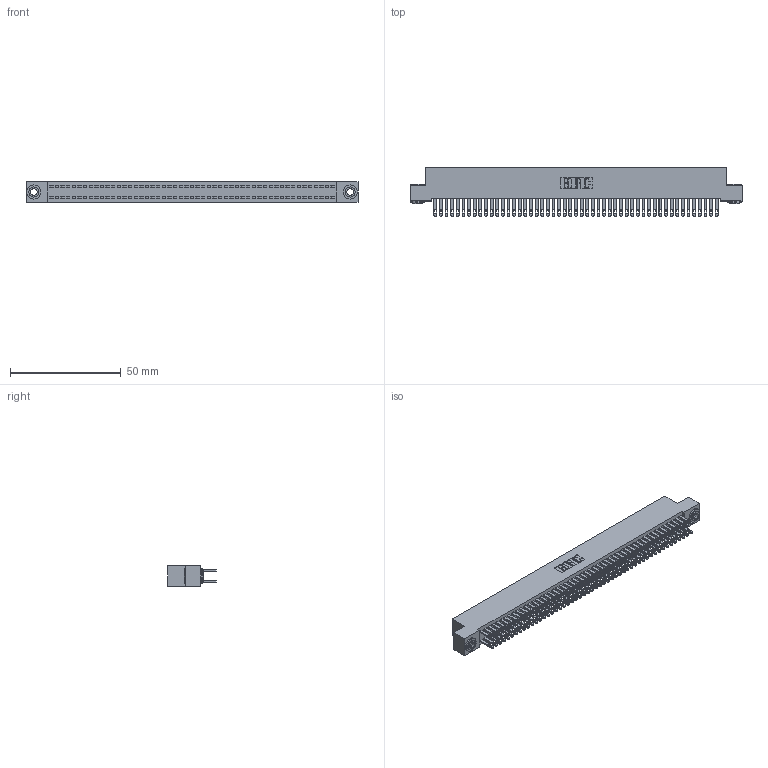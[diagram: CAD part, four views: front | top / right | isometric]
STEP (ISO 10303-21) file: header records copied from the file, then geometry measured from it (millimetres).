
FILE_DESCRIPTION (( 'STEP AP203' ), '1' );
FILE_NAME ('892-102-500-203.STEP', '2020-09-21T21:24:54', ( '' ), ( '' ), 'SwSTEP 2.0', 'SolidWorks 2020', '' );
FILE_SCHEMA (( 'CONFIG_CONTROL_DESIGN' ));
Length unit declared in the file: inch
Products named in the file (4): 342-250-002_345-250-002-102; 842 Part_.156 TH; 345-292-001_345-293-100; 892-102-500-203
Assembly tree (105 placements, depth 2):
  892-102-500-203
    842 Part_.156 TH
    345-292-001_345-293-100  x102
    342-250-002_345-250-002-102  x2
Bounding box: 149.86 x 21.85 x 9.4 mm (x, y, z)
Volume: 13842 mm3; surface area: 23943.8 mm2
Topology: 105 solids, 105 shells, 5044 faces, 15369 edges, 10242 vertices
Faces by surface type: plane 3136, cylinder 1900, cone 8
Entity records: 32094 total; most frequent: CARTESIAN_POINT 5281, ORIENTED_EDGE 5210, DIRECTION 4531, EDGE_CURVE 2605, VECTOR 2449, LINE 2449, VERTEX_POINT 1734, AXIS2_PLACEMENT_3D 1041
